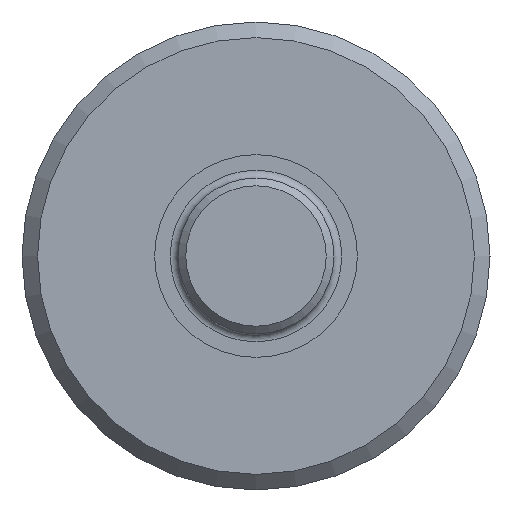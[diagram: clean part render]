
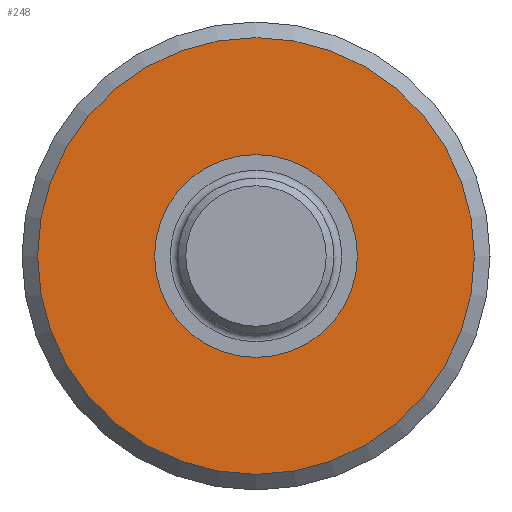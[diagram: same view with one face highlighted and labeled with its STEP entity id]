
A CAD part, left-side view. The second image highlights one B-rep face of the part: STEP entity #248.
In plain terms, the highlighted planar face has unit normal (-1, 0, 0).
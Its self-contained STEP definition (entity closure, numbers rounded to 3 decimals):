
#28=FACE_BOUND('',#71,.T.);
#48=FACE_OUTER_BOUND('',#70,.T.);
#70=EDGE_LOOP('',(#175));
#71=EDGE_LOOP('',(#176));
#112=CIRCLE('',#273,2.8);
#113=CIRCLE('',#274,1.3);
#133=VERTEX_POINT('',#405);
#134=VERTEX_POINT('',#407);
#154=EDGE_CURVE('',#133,#133,#112,.T.);
#155=EDGE_CURVE('',#134,#134,#113,.T.);
#175=ORIENTED_EDGE('',*,*,#154,.F.);
#176=ORIENTED_EDGE('',*,*,#155,.T.);
#217=PLANE('',#272);
#248=ADVANCED_FACE('',(#48,#28),#217,.T.);
#272=AXIS2_PLACEMENT_3D('',#404,#317,#318);
#273=AXIS2_PLACEMENT_3D('',#406,#319,#320);
#274=AXIS2_PLACEMENT_3D('',#408,#321,#322);
#317=DIRECTION('center_axis',(-1.,0.,0.));
#318=DIRECTION('ref_axis',(0.,0.,1.));
#319=DIRECTION('center_axis',(1.,0.,0.));
#320=DIRECTION('ref_axis',(0.,-1.,0.));
#321=DIRECTION('center_axis',(1.,0.,0.));
#322=DIRECTION('ref_axis',(0.,1.,0.));
#404=CARTESIAN_POINT('Origin',(-12.9,2.587,0.));
#405=CARTESIAN_POINT('',(-12.9,2.8,0.));
#406=CARTESIAN_POINT('Origin',(-12.9,0.,0.));
#407=CARTESIAN_POINT('',(-12.9,1.3,0.));
#408=CARTESIAN_POINT('Origin',(-12.9,0.,0.));
